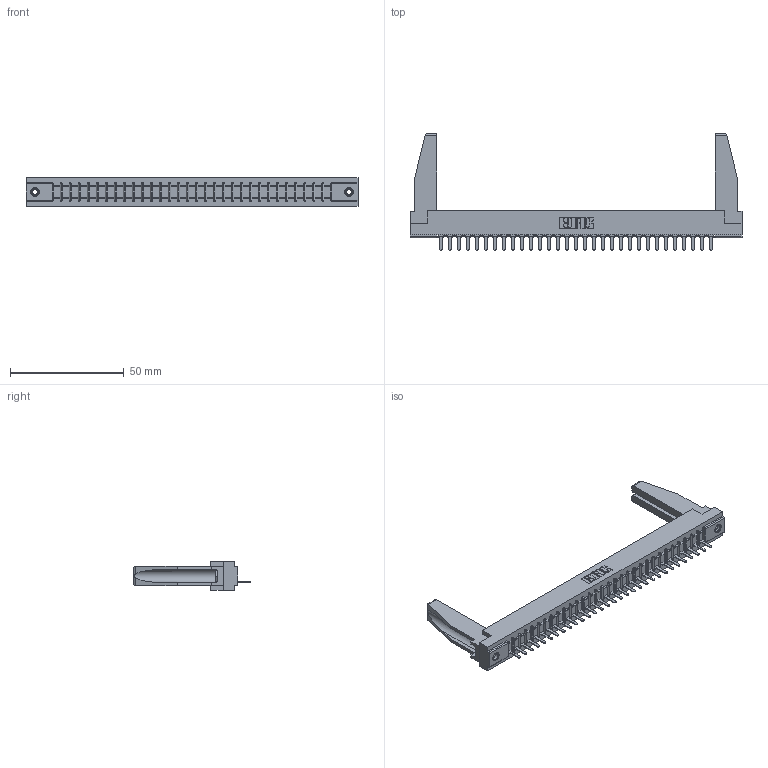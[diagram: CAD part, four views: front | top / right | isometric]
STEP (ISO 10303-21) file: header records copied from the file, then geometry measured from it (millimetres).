
FILE_DESCRIPTION (( 'STEP AP203' ), '1' );
FILE_NAME ('307-031-521-178.STEP', '2019-09-05T04:44:23', ( '' ), ( '' ), 'SwSTEP 2.0', 'SolidWorks 2016', '' );
FILE_SCHEMA (( 'CONFIG_CONTROL_DESIGN' ));
Length unit declared in the file: inch
Products named in the file (5): 307-031-521-178; 307 Part_.156 Dia Mounting Holes; 307-290-002_521; 307-220-078; 345-250-001_345-250-001-102
Assembly tree (36 placements, depth 2):
  307-031-521-178
    307 Part_.156 Dia Mounting Holes
    307-290-002_521  x31
    307-220-078  x2
    345-250-001_345-250-001-102  x2
Bounding box: 145.85 x 51.13 x 12.7 mm (x, y, z)
Volume: 19520.6 mm3; surface area: 23113 mm2
Topology: 36 solids, 36 shells, 2574 faces, 7845 edges, 5134 vertices
Faces by surface type: plane 1549, cylinder 945, sphere 64, cone 12, torus 4
Entity records: 31089 total; most frequent: CARTESIAN_POINT 5242, ORIENTED_EDGE 5188, DIRECTION 5054, EDGE_CURVE 2594, LINE 1986, VECTOR 1986, VERTEX_POINT 1680, AXIS2_PLACEMENT_3D 1534
